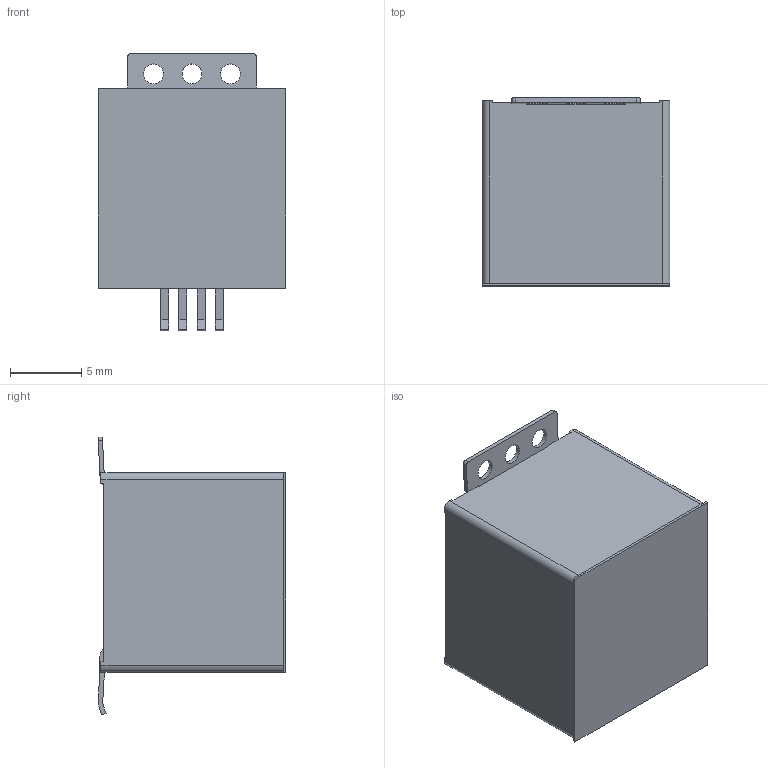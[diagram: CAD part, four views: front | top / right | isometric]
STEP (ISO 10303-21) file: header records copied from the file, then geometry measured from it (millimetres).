
FILE_DESCRIPTION(/* description */ ('Unknown'),/* implementation_level */ '2;1');
FILE_NAME(/* name */ '634104149621',/* time_stamp */ '2017-11-28T11:45:55+01:00',/* author */ ('Unknown'),/* organization */ ('Unknown'),/* preprocessor_version */ 'ST-DEVELOPER v16.7',/* originating_system */ 'DEX',/* authorisation */ $);
FILE_SCHEMA (('AUTOMOTIVE_DESIGN {1 0 10303 214 3 1 1}'));
Length unit declared in the file: millimetre
Products named in the file (9): 634104149621; 634104149621_Housing; 634104149621_Housing2; 6341xx149621_Pin_Dt2; 6341xx149621_Pin_Gh1; 6341xx149621_Pin_Gh2; 634104149621_Tab; 6341xx149621_Pin_Dt1; 634104149621_Mylar
Assembly tree (8 placements, depth 2):
  634104149621
    634104149621_Housing
    634104149621_Housing2
    6341xx149621_Pin_Dt2
    6341xx149621_Pin_Gh1
    6341xx149621_Pin_Gh2
    634104149621_Tab
    6341xx149621_Pin_Dt1
    634104149621_Mylar
Bounding box: 13.2 x 13.19 x 19.51 mm (x, y, z)
Volume: 1383.4 mm3; surface area: 2749.2 mm2
Topology: 8 solids, 8 shells, 379 faces, 1087 edges, 722 vertices
Faces by surface type: plane 303, cylinder 76
Full cylindrical faces by diameter (mm): 1.4 x3
Entity records: 13316 total; most frequent: CARTESIAN_POINT 2190, ORIENTED_EDGE 2164, DIRECTION 2000, EDGE_CURVE 1082, LINE 940, VECTOR 940, VERTEX_POINT 720, AXIS2_PLACEMENT_3D 530
